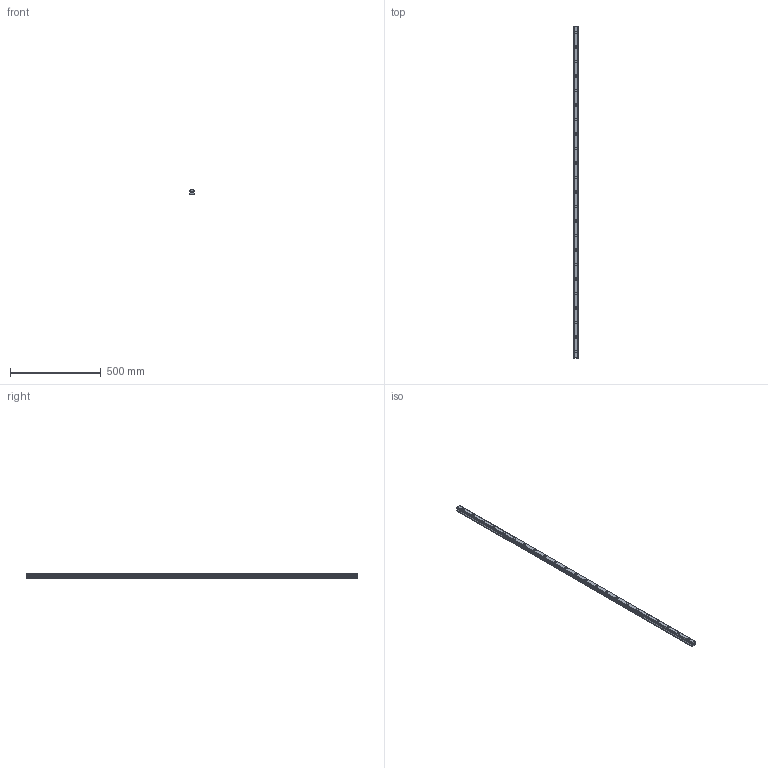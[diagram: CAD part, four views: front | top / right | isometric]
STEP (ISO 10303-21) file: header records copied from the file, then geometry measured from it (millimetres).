
FILE_DESCRIPTION(('STEP AP214'),'1');
FILE_NAME('cctmp_C09EBC34-3666-4A49-B5DC-A6AFA2C9DE67_2020_6_29_13_26_52_850..stp','2020-06-29T11:26:53',('HIWIN GmbH'),('CADClick - www.CADClick.com'),'Spatial InterOp 3D',' ','unknown authorization');
FILE_SCHEMA(('AUTOMOTIVE_DESIGN'));
Length unit declared in the file: millimetre
Products named in the file (1): HGR30R1830H_FILE
Bounding box: 28 x 1830 x 26 mm (x, y, z)
Volume: 1064415 mm3; surface area: 227353.8 mm2
Topology: 1 solids, 1 shells, 322 faces, 741 edges, 494 vertices
Faces by surface type: plane 162, cylinder 160
Entity records: 11825 total; most frequent: DIRECTION 1707, CARTESIAN_POINT 1558, ORIENTED_EDGE 1482, EDGE_CURVE 741, AXIS2_PLACEMENT_3D 643, VERTEX_POINT 494, LINE 421, VECTOR 421
